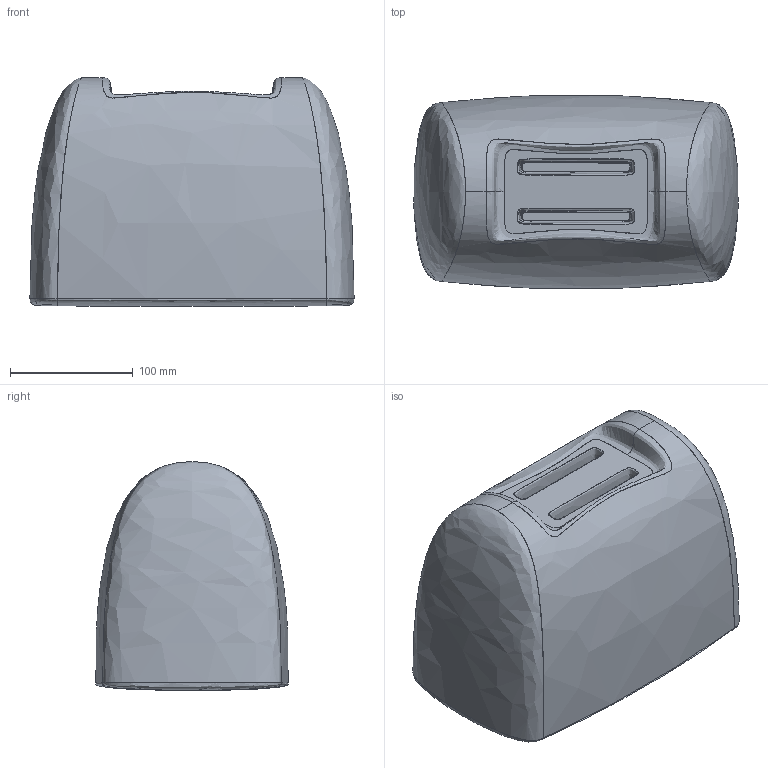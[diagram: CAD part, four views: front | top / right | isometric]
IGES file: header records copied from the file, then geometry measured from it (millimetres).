
Start section: IGES file created with solidThinking
Global section: file name: Not Specified; native system: solidThinking; preprocessor: solidThinking IGES preprocessor 1.00.0083; author: Not Specified; organization: Not Specified; date: 000828.190254; units: millimetre
Bounding box: 263.97 x 157.22 x 185.92 mm (x, y, z)
Surface area: 219251.6 mm2 (no closed solid volume)
Topology: 0 solids, 0 shells, 14 faces, 230 edges, 222 vertices
Faces by surface type: bspline 14
